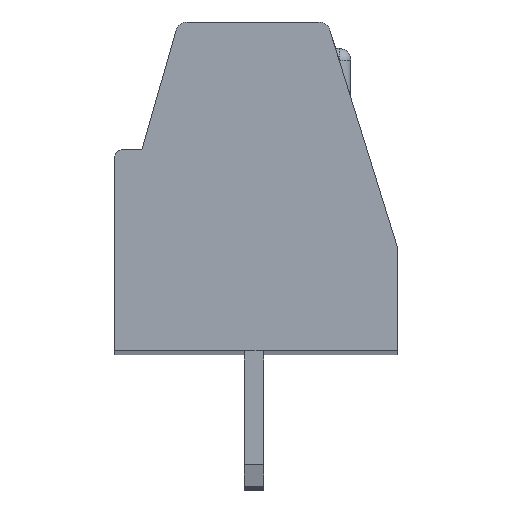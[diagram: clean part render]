
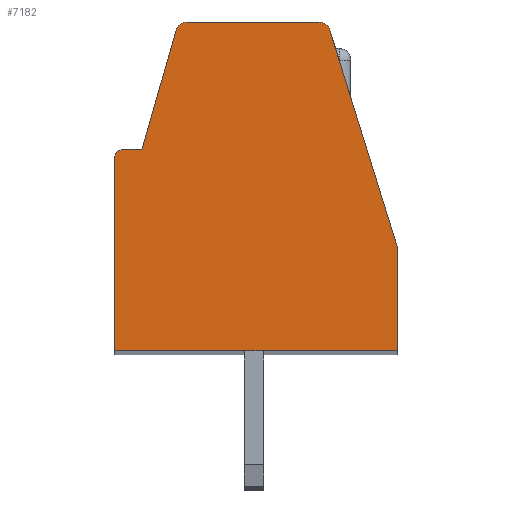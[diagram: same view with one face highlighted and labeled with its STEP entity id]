
A CAD part, top view. The second image highlights one B-rep face of the part: STEP entity #7182.
In plain terms, the highlighted planar face has unit normal (0, 0, 1).
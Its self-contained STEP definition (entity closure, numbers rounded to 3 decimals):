
#14=DIRECTION('',(0.,-1.,0.));
#15=VECTOR('',#14,5.);
#16=CARTESIAN_POINT('',(-3.6,5.,55.245));
#17=LINE('',#16,#15);
#18=CARTESIAN_POINT('',(-3.4,5.,55.245));
#19=DIRECTION('',(0.,0.,1.));
#20=DIRECTION('',(0.,1.,0.));
#21=AXIS2_PLACEMENT_3D('',#18,#19,#20);
#23=DIRECTION('',(-1.,0.,0.));
#24=VECTOR('',#23,0.5);
#25=CARTESIAN_POINT('',(-2.9,5.2,55.245));
#26=LINE('',#25,#24);
#27=DIRECTION('',(-0.276,-0.961,0.));
#28=VECTOR('',#27,3.207);
#29=CARTESIAN_POINT('',(-2.016,8.283,55.245));
#30=LINE('',#29,#28);
#31=CARTESIAN_POINT('',(-1.727,8.2,55.245));
#32=DIRECTION('',(0.,0.,1.));
#33=DIRECTION('',(0.,1.,0.));
#34=AXIS2_PLACEMENT_3D('',#31,#32,#33);
#36=DIRECTION('',(-1.,0.,0.));
#37=VECTOR('',#36,3.4);
#38=CARTESIAN_POINT('',(1.673,8.5,55.245));
#39=LINE('',#38,#37);
#40=CARTESIAN_POINT('',(1.673,8.2,55.245));
#41=DIRECTION('',(0.,0.,1.));
#42=DIRECTION('',(0.955,0.297,0.));
#43=AXIS2_PLACEMENT_3D('',#40,#41,#42);
#45=DIRECTION('',(-0.297,0.955,0.));
#46=VECTOR('',#45,5.854);
#47=CARTESIAN_POINT('',(3.7,2.7,55.245));
#48=LINE('',#47,#46);
#49=DIRECTION('',(0.,1.,0.));
#50=VECTOR('',#49,2.7);
#51=CARTESIAN_POINT('',(3.7,0.,55.245));
#52=LINE('',#51,#50);
#69=DIRECTION('',(1.,0.,0.));
#70=VECTOR('',#69,7.3);
#71=CARTESIAN_POINT('',(-3.6,0.,55.245));
#72=LINE('',#71,#70);
#5765=CARTESIAN_POINT('',(3.7,0.,55.245));
#5766=CARTESIAN_POINT('',(3.7,2.7,55.245));
#5767=VERTEX_POINT('',#5765);
#5768=VERTEX_POINT('',#5766);
#5769=CARTESIAN_POINT('',(1.959,8.289,55.245));
#5770=VERTEX_POINT('',#5769);
#5771=CARTESIAN_POINT('',(1.673,8.5,55.245));
#5772=VERTEX_POINT('',#5771);
#5773=CARTESIAN_POINT('',(-1.727,8.5,55.245));
#5774=VERTEX_POINT('',#5773);
#5775=CARTESIAN_POINT('',(-2.016,8.283,55.245));
#5776=VERTEX_POINT('',#5775);
#5777=CARTESIAN_POINT('',(-2.9,5.2,55.245));
#5778=VERTEX_POINT('',#5777);
#5779=CARTESIAN_POINT('',(-3.4,5.2,55.245));
#5780=VERTEX_POINT('',#5779);
#5781=CARTESIAN_POINT('',(-3.6,5.,55.245));
#5782=VERTEX_POINT('',#5781);
#5783=CARTESIAN_POINT('',(-3.6,0.,55.245));
#5784=VERTEX_POINT('',#5783);
#7155=CARTESIAN_POINT('',(0.,0.,55.245));
#7156=DIRECTION('',(0.,0.,1.));
#7157=DIRECTION('',(1.,0.,0.));
#7158=AXIS2_PLACEMENT_3D('',#7155,#7156,#7157);
#7159=PLANE('',#7158);
#7161=ORIENTED_EDGE('',*,*,#7160,.F.);
#7163=ORIENTED_EDGE('',*,*,#7162,.F.);
#7165=ORIENTED_EDGE('',*,*,#7164,.F.);
#7167=ORIENTED_EDGE('',*,*,#7166,.F.);
#7169=ORIENTED_EDGE('',*,*,#7168,.F.);
#7171=ORIENTED_EDGE('',*,*,#7170,.F.);
#7173=ORIENTED_EDGE('',*,*,#7172,.F.);
#7175=ORIENTED_EDGE('',*,*,#7174,.F.);
#7177=ORIENTED_EDGE('',*,*,#7176,.F.);
#7179=ORIENTED_EDGE('',*,*,#7178,.F.);
#7180=EDGE_LOOP('',(#7161,#7163,#7165,#7167,#7169,#7171,#7173,#7175,#7177,
#7179));
#7181=FACE_OUTER_BOUND('',#7180,.F.);
#22=CIRCLE('',#21,0.2);
#35=CIRCLE('',#34,0.3);
#44=CIRCLE('',#43,0.3);
#7160=EDGE_CURVE('',#5784,#5767,#72,.T.);
#7162=EDGE_CURVE('',#5782,#5784,#17,.T.);
#7164=EDGE_CURVE('',#5780,#5782,#22,.T.);
#7166=EDGE_CURVE('',#5778,#5780,#26,.T.);
#7168=EDGE_CURVE('',#5776,#5778,#30,.T.);
#7170=EDGE_CURVE('',#5774,#5776,#35,.T.);
#7172=EDGE_CURVE('',#5772,#5774,#39,.T.);
#7174=EDGE_CURVE('',#5770,#5772,#44,.T.);
#7176=EDGE_CURVE('',#5768,#5770,#48,.T.);
#7178=EDGE_CURVE('',#5767,#5768,#52,.T.);
#7182=ADVANCED_FACE('',(#7181),#7159,.T.);
